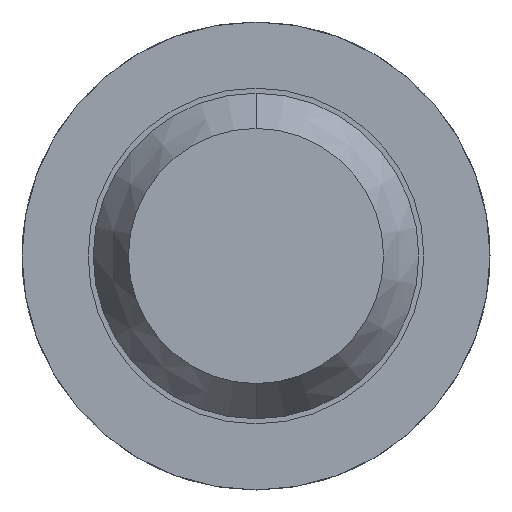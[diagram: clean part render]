
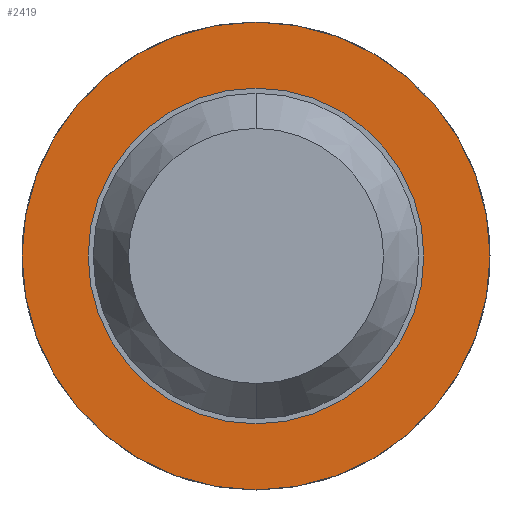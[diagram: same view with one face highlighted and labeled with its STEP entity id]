
A CAD part, front view. The second image highlights one B-rep face of the part: STEP entity #2419.
In plain terms, the highlighted planar face has unit normal (0, -1, 0).
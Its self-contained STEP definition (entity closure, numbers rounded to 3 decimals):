
#175 = DIRECTION ( 'NONE',  ( 0., 0., 1. ) ) ;
#296 = EDGE_LOOP ( 'NONE', ( #4344, #3129 ) ) ;
#833 = CIRCLE ( 'NONE', #3589, 1.15 ) ;
#918 = FACE_OUTER_BOUND ( 'NONE', #296, .T. ) ;
#1277 = CARTESIAN_POINT ( 'NONE',  ( 0., -1.7, -0.825 ) ) ;
#1508 = CARTESIAN_POINT ( 'NONE',  ( 0., -1.7, 0. ) ) ;
#1542 = DIRECTION ( 'NONE',  ( 0., 1., 0. ) ) ;
#1661 = CARTESIAN_POINT ( 'NONE',  ( 0., -1.7, -1.15 ) ) ;
#1667 = CIRCLE ( 'NONE', #4549, 0.825 ) ;
#1710 = DIRECTION ( 'NONE',  ( 0., 1., 0. ) ) ;
#1994 = VERTEX_POINT ( 'NONE', #5258 ) ;
#2419 = ADVANCED_FACE ( 'Defeature ausgef�hrt2_7', ( #918, #4722 ), #2961, .F. ) ;
#2831 = AXIS2_PLACEMENT_3D ( 'NONE', #3306, #1542, #5041 ) ;
#2868 = AXIS2_PLACEMENT_3D ( 'NONE', #1508, #3663, #4574 ) ;
#2961 = PLANE ( 'NONE',  #5547 ) ;
#2984 = VERTEX_POINT ( 'NONE', #1661 ) ;
#3004 = DIRECTION ( 'NONE',  ( 0., 1., 0. ) ) ;
#3129 = ORIENTED_EDGE ( 'NONE', *, *, #5208, .F. ) ;
#3142 = VERTEX_POINT ( 'NONE', #5698 ) ;
#3304 = CIRCLE ( 'NONE', #2831, 0.825 ) ;
#3306 = CARTESIAN_POINT ( 'NONE',  ( 0., -1.7, 0. ) ) ;
#3535 = VERTEX_POINT ( 'NONE', #1277 ) ;
#3589 = AXIS2_PLACEMENT_3D ( 'NONE', #4792, #1710, #4810 ) ;
#3663 = DIRECTION ( 'NONE',  ( 0., 1., 0. ) ) ;
#3800 = EDGE_CURVE ( 'Defeature ausgef�hrt2_7+Defeature ausgef�hrt2_6+Defeature ausgef�hrt2_6+Defeature ausgef�hrt2_6', #3535, #3142, #1667, .T. ) ;
#3819 = ORIENTED_EDGE ( 'NONE', *, *, #3800, .T. ) ;
#4134 = CARTESIAN_POINT ( 'NONE',  ( 0., -1.7, 0. ) ) ;
#4156 = DIRECTION ( 'NONE',  ( 0., 1., 0. ) ) ;
#4178 = EDGE_CURVE ( 'Defeature ausgef�hrt2_0+Defeature ausgef�hrt2_7+Defeature ausgef�hrt2_7+Defeature ausgef�hrt2_7', #1994, #2984, #5604, .T. ) ;
#4309 = EDGE_CURVE ( 'Defeature ausgef�hrt2_7+Defeature ausgef�hrt2_6+Defeature ausgef�hrt2_6+Defeature ausgef�hrt2_6', #3142, #3535, #3304, .T. ) ;
#4344 = ORIENTED_EDGE ( 'NONE', *, *, #4178, .F. ) ;
#4549 = AXIS2_PLACEMENT_3D ( 'NONE', #4134, #4156, #175 ) ;
#4574 = DIRECTION ( 'NONE',  ( 0., 0., 1. ) ) ;
#4719 = EDGE_LOOP ( 'NONE', ( #4737, #3819 ) ) ;
#4722 = FACE_BOUND ( 'NONE', #4719, .T. ) ;
#4737 = ORIENTED_EDGE ( 'NONE', *, *, #4309, .T. ) ;
#4792 = CARTESIAN_POINT ( 'NONE',  ( 0., -1.7, 0. ) ) ;
#4810 = DIRECTION ( 'NONE',  ( 0., 0., 1. ) ) ;
#5041 = DIRECTION ( 'NONE',  ( 0., 0., 1. ) ) ;
#5156 = CARTESIAN_POINT ( 'NONE',  ( 0.825, -1.7, 0. ) ) ;
#5168 = DIRECTION ( 'NONE',  ( 0., 0., 1. ) ) ;
#5208 = EDGE_CURVE ( 'Defeature ausgef�hrt2_0+Defeature ausgef�hrt2_7+Defeature ausgef�hrt2_7+Defeature ausgef�hrt2_7', #2984, #1994, #833, .T. ) ;
#5258 = CARTESIAN_POINT ( 'NONE',  ( 0., -1.7, 1.15 ) ) ;
#5547 = AXIS2_PLACEMENT_3D ( 'NONE', #5156, #3004, #5168 ) ;
#5604 = CIRCLE ( 'NONE', #2868, 1.15 ) ;
#5698 = CARTESIAN_POINT ( 'NONE',  ( 0., -1.7, 0.825 ) ) ;
